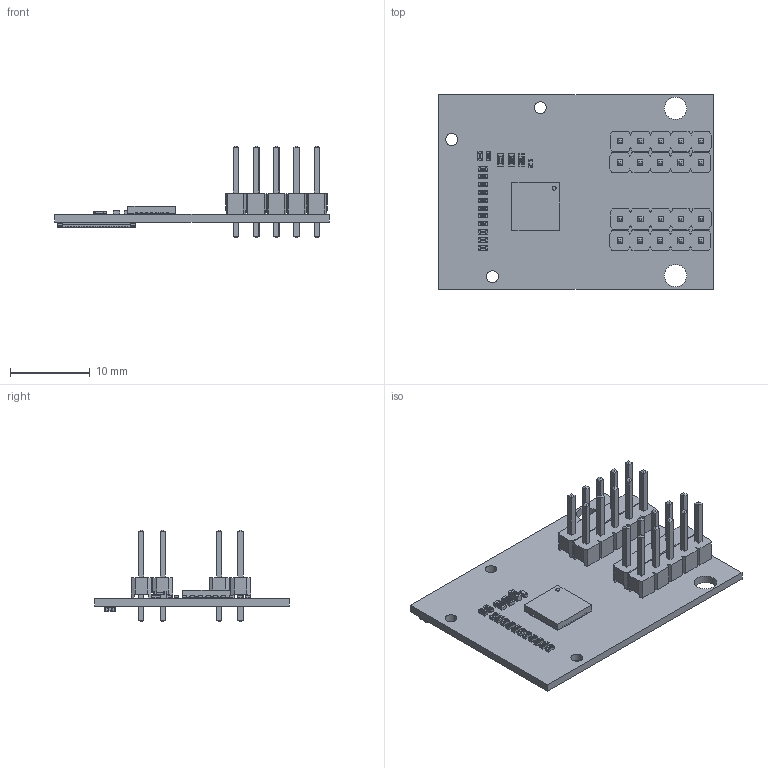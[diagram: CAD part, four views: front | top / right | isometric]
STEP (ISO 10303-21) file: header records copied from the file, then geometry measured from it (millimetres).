
FILE_DESCRIPTION(('Open CASCADE Model'),'2;1');
FILE_NAME('Open CASCADE Shape Model','2021-06-11T15:28:44',('Author'),( 'Open CASCADE'),'Open CASCADE STEP processor 6.8','Open CASCADE 6.8' ,'Unknown');
FILE_SCHEMA(('AUTOMOTIVE_DESIGN { 1 0 10303 214 1 1 1 1 }'));
Length unit declared in the file: millimetre
Products named in the file (36): PCB; Board; Open CASCADE STEP translator 6.8 1.1.1; J1; axe640124; R1; RES_1005-0402; R2; R3; R4; R5; R6; R9; R10; R11; R12; R13; R14; R15; C2; 0603_1608; J3; 71071830; J2; R7; RES1608; R8; C1; C0402; U1; QFN_28-Pin_0_65mm_Pitch
Assembly tree (66 placements, depth 3):
  PCB
    Board
      Open CASCADE STEP translator 6.8 1.1.1
    J1
      axe640124
    R1
      RES_1005-0402
    R2
      RES_1005-0402
    R3
      RES_1005-0402
    R4
      RES_1005-0402
    R5
      RES_1005-0402
    R6
      RES_1005-0402
    R9
      RES_1005-0402
    R10
      RES_1005-0402
    R11
      RES_1005-0402
    R12
      RES_1005-0402
    R13
      RES_1005-0402
    R14
      RES_1005-0402
    R15
      RES_1005-0402
    C2
      0603_1608
    J3
      71071830  x2
      71071830  x2
      71071830  x2
      71071830  x2
      71071830  x2
      71071830  x2
    J2
      71071830  x2
      71071830  x2
      71071830  x2
      71071830  x2
      71071830  x2
      71071830  x2
    R7
      RES1608
    R8
      RES1608
    C1
      C0402
    U1
      QFN_28-Pin_0_65mm_Pitch
Bounding box: 34.49 x 24.49 x 11.54 mm (x, y, z)
Volume: 1202.2 mm3; surface area: 3430.3 mm2
Topology: 113 solids, 113 shells, 3475 faces, 8811 edges, 5634 vertices
Faces by surface type: plane 2378, bspline 777, cylinder 294, sphere 18, cone 4, torus 4
Full cylindrical faces by diameter (mm): 1.016 x20, 1.5 x3, 2.8 x2
Entity records: 60100 total; most frequent: CARTESIAN_POINT 15024, ORIENTED_EDGE 8646, DIRECTION 7138, EDGE_CURVE 4323, LINE 3082, VECTOR 3082, VERTEX_POINT 2762, AXIS2_PLACEMENT_3D 2028
